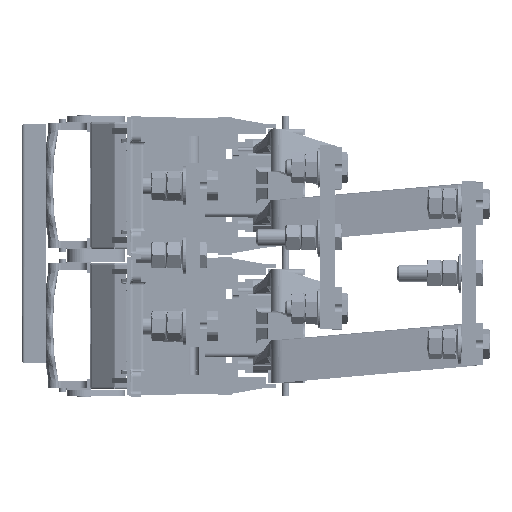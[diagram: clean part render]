
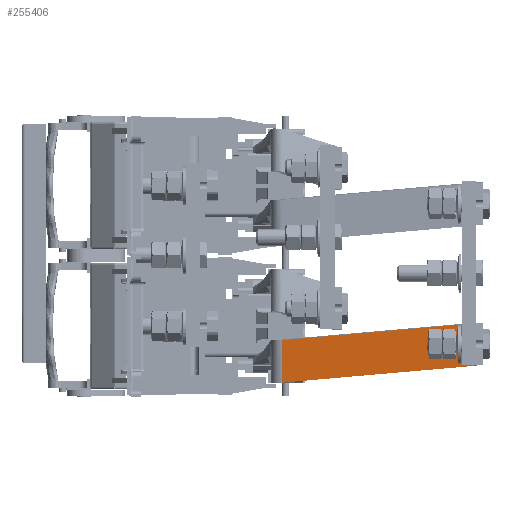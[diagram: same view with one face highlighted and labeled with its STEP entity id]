
A CAD part, left-side view. The second image highlights one B-rep face of the part: STEP entity #255406.
In plain terms, the highlighted planar face has unit normal (-0.996, 0, -0.087).
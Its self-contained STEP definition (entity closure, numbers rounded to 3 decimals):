
#254679=CARTESIAN_POINT('',(-14.383,15.,0.185));
#254680=VERTEX_POINT('',#254679);
#254697=CARTESIAN_POINT('',(-17.008,15.,30.185));
#254698=VERTEX_POINT('',#254697);
#254699=CARTESIAN_POINT('',(-17.008,15.,30.185));
#254700=CARTESIAN_POINT('',(-16.133,15.,20.185));
#254701=CARTESIAN_POINT('',(-15.258,15.,10.185));
#254702=CARTESIAN_POINT('',(-14.383,15.,0.185));
#254703=B_SPLINE_CURVE_WITH_KNOTS('',3,(#254699,#254700,#254701,#254702),.UNSPECIFIED.,.F.,.F.,(4,4),(0.,30.115),.UNSPECIFIED.);
#254704=EDGE_CURVE('NONE',#254698,#254680,#254703,.T.);
#255199=CARTESIAN_POINT('',(-18.03,-119.,41.864));
#255200=VERTEX_POINT('',#255199);
#255243=CARTESIAN_POINT('',(-15.405,-119.,11.864));
#255244=VERTEX_POINT('',#255243);
#255252=CARTESIAN_POINT('',(-15.405,-119.,11.864));
#255253=CARTESIAN_POINT('',(-15.064,-74.333,7.971));
#255254=CARTESIAN_POINT('',(-14.724,-29.667,4.078));
#255255=CARTESIAN_POINT('',(-14.383,15.,0.185));
#255256=B_SPLINE_CURVE_WITH_KNOTS('',3,(#255252,#255253,#255254,#255255),.UNSPECIFIED.,.F.,.F.,(4,4),(0.,134.512),.UNSPECIFIED.);
#255257=EDGE_CURVE('NONE',#255244,#254680,#255256,.T.);
#255376=CARTESIAN_POINT('',(-18.03,-119.,41.864));
#255377=CARTESIAN_POINT('',(-17.155,-119.,31.864));
#255378=CARTESIAN_POINT('',(-16.28,-119.,21.864));
#255379=CARTESIAN_POINT('',(-15.405,-119.,11.864));
#255380=B_SPLINE_CURVE_WITH_KNOTS('',3,(#255376,#255377,#255378,#255379),.UNSPECIFIED.,.F.,.F.,(4,4),(0.,30.115),.UNSPECIFIED.);
#255381=EDGE_CURVE('NONE',#255200,#255244,#255380,.T.);
#255389=CARTESIAN_POINT('',(-15.068,68.561,8.017));
#255390=DIRECTION('',(0.996,0.,0.087));
#255391=DIRECTION('',(0.008,0.996,-0.087));
#255392=AXIS2_PLACEMENT_3D('',#255389,#255390,#255391);
#255393=PLANE('',#255392);
#255394=ORIENTED_EDGE('',*,*,#255381,.F.);
#255395=CARTESIAN_POINT('',(-17.008,15.,30.185));
#255396=CARTESIAN_POINT('',(-17.348,-29.667,34.078));
#255397=CARTESIAN_POINT('',(-17.689,-74.333,37.971));
#255398=CARTESIAN_POINT('',(-18.03,-119.,41.864));
#255399=B_SPLINE_CURVE_WITH_KNOTS('',3,(#255395,#255396,#255397,#255398),.UNSPECIFIED.,.F.,.F.,(4,4),(0.,134.512),.UNSPECIFIED.);
#255400=EDGE_CURVE('NONE',#254698,#255200,#255399,.T.);
#255401=ORIENTED_EDGE('',*,*,#255400,.F.);
#255402=ORIENTED_EDGE('',*,*,#254704,.T.);
#255403=ORIENTED_EDGE('',*,*,#255257,.F.);
#255404=EDGE_LOOP('',(#255394,#255401,#255402,#255403));
#255405=FACE_BOUND('',#255404,.T.);
#255406=ADVANCED_FACE('NONE',(#255405),#255393,.F.);
